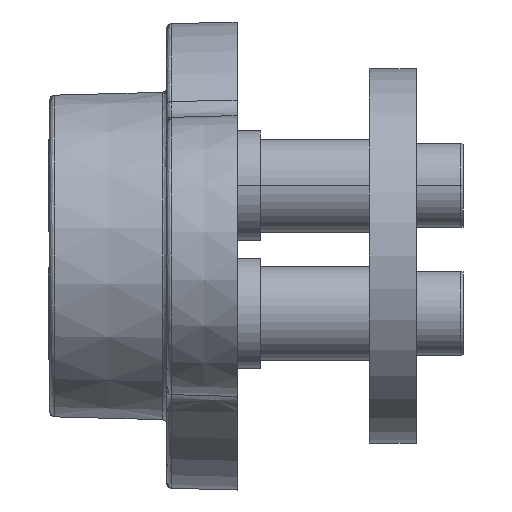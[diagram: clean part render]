
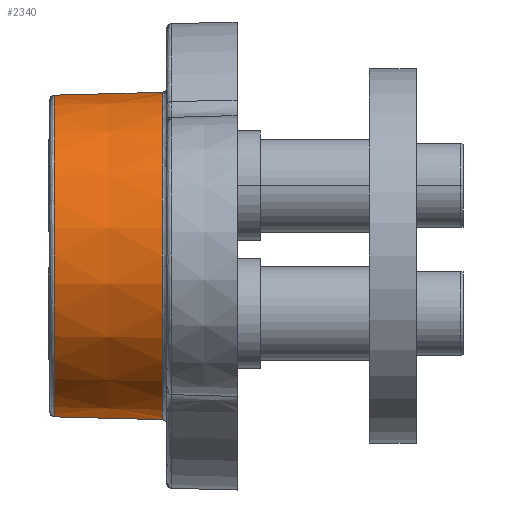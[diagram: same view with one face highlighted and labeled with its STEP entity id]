
A CAD part, left-side view. The second image highlights one B-rep face of the part: STEP entity #2340.
In plain terms, the highlighted conical face has half-angle 1.5 degrees and reference radius 3.497 mm.
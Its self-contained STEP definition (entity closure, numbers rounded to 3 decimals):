
#419 = AXIS2_PLACEMENT_3D ( 'NONE', #8294, #8191, #14468 ) ;
#650 = DIRECTION ( 'NONE',  ( 0., 0., -1. ) ) ;
#1033 = LINE ( 'NONE', #18575, #1681 ) ;
#1681 = VECTOR ( 'NONE', #7345, 1000. ) ;
#2220 = VERTEX_POINT ( 'NONE', #12714 ) ;
#2340 = ADVANCED_FACE ( 'NONE', ( #13950 ), #10565, .T. ) ;
#2837 = AXIS2_PLACEMENT_3D ( 'NONE', #13936, #13239, #650 ) ;
#3018 = CARTESIAN_POINT ( 'NONE',  ( 0., 1.597, 0. ) ) ;
#4158 = ORIENTED_EDGE ( 'NONE', *, *, #10556, .T. ) ;
#5067 = VERTEX_POINT ( 'NONE', #19062 ) ;
#5609 = EDGE_CURVE ( 'NONE', #16220, #8998, #7146, .T. ) ;
#6127 = DIRECTION ( 'NONE',  ( 0., -1., 0. ) ) ;
#6546 = CARTESIAN_POINT ( 'NONE',  ( 0., 3.903, -3.437 ) ) ;
#6701 = CIRCLE ( 'NONE', #419, 3.437 ) ;
#6967 = ORIENTED_EDGE ( 'NONE', *, *, #5609, .T. ) ;
#7146 = LINE ( 'NONE', #15386, #11714 ) ;
#7345 = DIRECTION ( 'NONE',  ( 0., -1., 0.026 ) ) ;
#7639 = ORIENTED_EDGE ( 'NONE', *, *, #7762, .F. ) ;
#7762 = EDGE_CURVE ( 'NONE', #2220, #5067, #1033, .T. ) ;
#8125 = CIRCLE ( 'NONE', #2837, 3.497 ) ;
#8191 = DIRECTION ( 'NONE',  ( 0., -1., 0. ) ) ;
#8294 = CARTESIAN_POINT ( 'NONE',  ( 0., 3.903, 0. ) ) ;
#8998 = VERTEX_POINT ( 'NONE', #10055 ) ;
#9194 = DIRECTION ( 'NONE',  ( 0., 0., -1. ) ) ;
#10012 = ORIENTED_EDGE ( 'NONE', *, *, #18898, .T. ) ;
#10055 = CARTESIAN_POINT ( 'NONE',  ( 0., 1.597, -3.497 ) ) ;
#10556 = EDGE_CURVE ( 'NONE', #8998, #5067, #8125, .T. ) ;
#10565 = CONICAL_SURFACE ( 'NONE', #17859, 3.497, 0.026 ) ;
#11714 = VECTOR ( 'NONE', #18278, 1000. ) ;
#12714 = CARTESIAN_POINT ( 'NONE',  ( 0., 3.903, 3.437 ) ) ;
#13239 = DIRECTION ( 'NONE',  ( 0., 1., 0. ) ) ;
#13936 = CARTESIAN_POINT ( 'NONE',  ( 0., 1.597, 0. ) ) ;
#13950 = FACE_OUTER_BOUND ( 'NONE', #15621, .T. ) ;
#14468 = DIRECTION ( 'NONE',  ( 0., 0., -1. ) ) ;
#15386 = CARTESIAN_POINT ( 'NONE',  ( 0., -499000., -13070.314 ) ) ;
#15621 = EDGE_LOOP ( 'NONE', ( #6967, #4158, #7639, #10012 ) ) ;
#16220 = VERTEX_POINT ( 'NONE', #6546 ) ;
#17859 = AXIS2_PLACEMENT_3D ( 'NONE', #3018, #6127, #9194 ) ;
#18278 = DIRECTION ( 'NONE',  ( 0., -1., -0.026 ) ) ;
#18575 = CARTESIAN_POINT ( 'NONE',  ( 0., 1.5, 3.5 ) ) ;
#18898 = EDGE_CURVE ( 'NONE', #2220, #16220, #6701, .T. ) ;
#19062 = CARTESIAN_POINT ( 'NONE',  ( 0., 1.597, 3.497 ) ) ;
